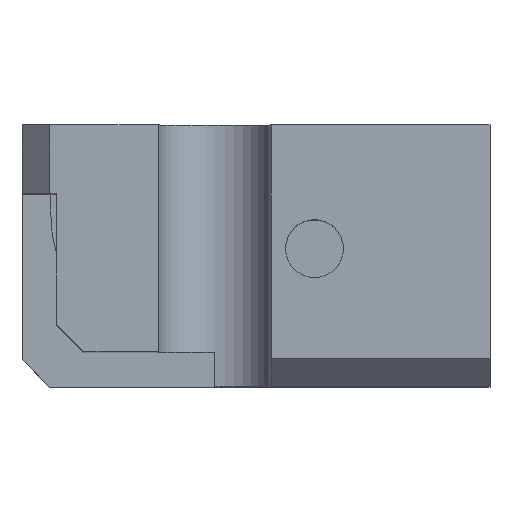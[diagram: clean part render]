
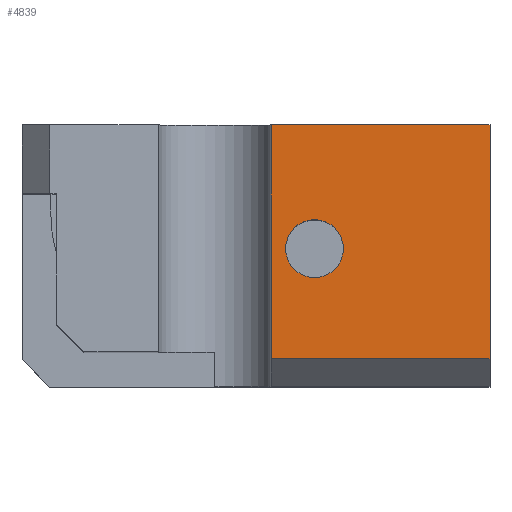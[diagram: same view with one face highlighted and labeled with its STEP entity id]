
A CAD part, top view. The second image highlights one B-rep face of the part: STEP entity #4839.
In plain terms, the highlighted planar face has unit normal (0, 0, 1).
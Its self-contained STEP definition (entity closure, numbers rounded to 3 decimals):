
#1527 = PLANE('',#1528);
#1528 = AXIS2_PLACEMENT_3D('',#1529,#1530,#1531);
#1529 = CARTESIAN_POINT('',(20.,39.,24.));
#1530 = DIRECTION('',(0.,1.,0.));
#1531 = DIRECTION('',(1.,0.,0.));
#1555 = PLANE('',#1556);
#1556 = AXIS2_PLACEMENT_3D('',#1557,#1558,#1559);
#1557 = CARTESIAN_POINT('',(38.1,39.,44.5));
#1558 = DIRECTION('',(1.,0.,0.));
#1559 = DIRECTION('',(0.,0.,-1.));
#1661 = PLANE('',#1662);
#1662 = AXIS2_PLACEMENT_3D('',#1663,#1664,#1665);
#1663 = CARTESIAN_POINT('',(54.,39.,24.));
#1664 = DIRECTION('',(1.,0.,0.));
#1665 = DIRECTION('',(0.,-1.,0.));
#1687 = PLANE('',#1688);
#1688 = AXIS2_PLACEMENT_3D('',#1689,#1690,#1691);
#1689 = CARTESIAN_POINT('',(54.,21.,43.5));
#1690 = DIRECTION('',(0.,-0.707,0.707));
#1691 = DIRECTION('',(1.,0.,0.));
#2814 = VERTEX_POINT('',#2815);
#2815 = CARTESIAN_POINT('',(38.1,39.,44.5));
#2836 = EDGE_CURVE('',#2814,#2837,#2839,.T.);
#2837 = VERTEX_POINT('',#2838);
#2838 = CARTESIAN_POINT('',(54.,39.,44.5));
#2839 = SURFACE_CURVE('',#2840,(#2844,#2851),.PCURVE_S1.);
#2840 = LINE('',#2841,#2842);
#2841 = CARTESIAN_POINT('',(20.,39.,44.5));
#2842 = VECTOR('',#2843,1.);
#2843 = DIRECTION('',(1.,0.,0.));
#2844 = PCURVE('',#1527,#2845);
#2845 = DEFINITIONAL_REPRESENTATION('',(#2846),#2850);
#2846 = LINE('',#2847,#2848);
#2847 = CARTESIAN_POINT('',(0.,-20.5));
#2848 = VECTOR('',#2849,1.);
#2849 = DIRECTION('',(1.,0.));
#2850 = ( GEOMETRIC_REPRESENTATION_CONTEXT(2) 
PARAMETRIC_REPRESENTATION_CONTEXT() REPRESENTATION_CONTEXT('2D SPACE',''
  ) );
#2851 = PCURVE('',#2852,#2857);
#2852 = PLANE('',#2853);
#2853 = AXIS2_PLACEMENT_3D('',#2854,#2855,#2856);
#2854 = CARTESIAN_POINT('',(37.,29.5,44.5));
#2855 = DIRECTION('',(0.,0.,1.));
#2856 = DIRECTION('',(1.,0.,0.));
#2857 = DEFINITIONAL_REPRESENTATION('',(#2858),#2862);
#2858 = LINE('',#2859,#2860);
#2859 = CARTESIAN_POINT('',(-17.,9.5));
#2860 = VECTOR('',#2861,1.);
#2861 = DIRECTION('',(1.,0.));
#2862 = ( GEOMETRIC_REPRESENTATION_CONTEXT(2) 
PARAMETRIC_REPRESENTATION_CONTEXT() REPRESENTATION_CONTEXT('2D SPACE',''
  ) );
#3104 = EDGE_CURVE('',#2814,#3105,#3107,.T.);
#3105 = VERTEX_POINT('',#3106);
#3106 = CARTESIAN_POINT('',(38.1,22.,44.5));
#3107 = SURFACE_CURVE('',#3108,(#3112,#3119),.PCURVE_S1.);
#3108 = LINE('',#3109,#3110);
#3109 = CARTESIAN_POINT('',(38.1,39.,44.5));
#3110 = VECTOR('',#3111,1.);
#3111 = DIRECTION('',(0.,-1.,0.));
#3112 = PCURVE('',#1555,#3113);
#3113 = DEFINITIONAL_REPRESENTATION('',(#3114),#3118);
#3114 = LINE('',#3115,#3116);
#3115 = CARTESIAN_POINT('',(0.,0.));
#3116 = VECTOR('',#3117,1.);
#3117 = DIRECTION('',(0.,-1.));
#3118 = ( GEOMETRIC_REPRESENTATION_CONTEXT(2) 
PARAMETRIC_REPRESENTATION_CONTEXT() REPRESENTATION_CONTEXT('2D SPACE',''
  ) );
#3119 = PCURVE('',#2852,#3120);
#3120 = DEFINITIONAL_REPRESENTATION('',(#3121),#3125);
#3121 = LINE('',#3122,#3123);
#3122 = CARTESIAN_POINT('',(1.1,9.5));
#3123 = VECTOR('',#3124,1.);
#3124 = DIRECTION('',(0.,-1.));
#3125 = ( GEOMETRIC_REPRESENTATION_CONTEXT(2) 
PARAMETRIC_REPRESENTATION_CONTEXT() REPRESENTATION_CONTEXT('2D SPACE',''
  ) );
#3152 = VERTEX_POINT('',#3153);
#3153 = CARTESIAN_POINT('',(54.,22.,44.5));
#3176 = EDGE_CURVE('',#3152,#3105,#3177,.T.);
#3177 = SURFACE_CURVE('',#3178,(#3182,#3189),.PCURVE_S1.);
#3178 = LINE('',#3179,#3180);
#3179 = CARTESIAN_POINT('',(54.,22.,44.5));
#3180 = VECTOR('',#3181,1.);
#3181 = DIRECTION('',(-1.,0.,0.));
#3182 = PCURVE('',#1687,#3183);
#3183 = DEFINITIONAL_REPRESENTATION('',(#3184),#3188);
#3184 = LINE('',#3185,#3186);
#3185 = CARTESIAN_POINT('',(-0.,1.414));
#3186 = VECTOR('',#3187,1.);
#3187 = DIRECTION('',(-1.,0.));
#3188 = ( GEOMETRIC_REPRESENTATION_CONTEXT(2) 
PARAMETRIC_REPRESENTATION_CONTEXT() REPRESENTATION_CONTEXT('2D SPACE',''
  ) );
#3189 = PCURVE('',#2852,#3190);
#3190 = DEFINITIONAL_REPRESENTATION('',(#3191),#3195);
#3191 = LINE('',#3192,#3193);
#3192 = CARTESIAN_POINT('',(17.,-7.5));
#3193 = VECTOR('',#3194,1.);
#3194 = DIRECTION('',(-1.,0.));
#3195 = ( GEOMETRIC_REPRESENTATION_CONTEXT(2) 
PARAMETRIC_REPRESENTATION_CONTEXT() REPRESENTATION_CONTEXT('2D SPACE',''
  ) );
#3276 = EDGE_CURVE('',#2837,#3152,#3277,.T.);
#3277 = SURFACE_CURVE('',#3278,(#3282,#3289),.PCURVE_S1.);
#3278 = LINE('',#3279,#3280);
#3279 = CARTESIAN_POINT('',(54.,39.,44.5));
#3280 = VECTOR('',#3281,1.);
#3281 = DIRECTION('',(0.,-1.,0.));
#3282 = PCURVE('',#1661,#3283);
#3283 = DEFINITIONAL_REPRESENTATION('',(#3284),#3288);
#3284 = LINE('',#3285,#3286);
#3285 = CARTESIAN_POINT('',(0.,-20.5));
#3286 = VECTOR('',#3287,1.);
#3287 = DIRECTION('',(1.,0.));
#3288 = ( GEOMETRIC_REPRESENTATION_CONTEXT(2) 
PARAMETRIC_REPRESENTATION_CONTEXT() REPRESENTATION_CONTEXT('2D SPACE',''
  ) );
#3289 = PCURVE('',#2852,#3290);
#3290 = DEFINITIONAL_REPRESENTATION('',(#3291),#3295);
#3291 = LINE('',#3292,#3293);
#3292 = CARTESIAN_POINT('',(17.,9.5));
#3293 = VECTOR('',#3294,1.);
#3294 = DIRECTION('',(0.,-1.));
#3295 = ( GEOMETRIC_REPRESENTATION_CONTEXT(2) 
PARAMETRIC_REPRESENTATION_CONTEXT() REPRESENTATION_CONTEXT('2D SPACE',''
  ) );
#4703 = CYLINDRICAL_SURFACE('',#4704,2.1);
#4704 = AXIS2_PLACEMENT_3D('',#4705,#4706,#4707);
#4705 = CARTESIAN_POINT('',(41.25,30.,44.5));
#4706 = DIRECTION('',(0.,0.,1.));
#4707 = DIRECTION('',(1.,0.,0.));
#4839 = ADVANCED_FACE('',(#4840,#4846),#2852,.T.);
#4840 = FACE_BOUND('',#4841,.T.);
#4841 = EDGE_LOOP('',(#4842,#4843,#4844,#4845));
#4842 = ORIENTED_EDGE('',*,*,#3276,.F.);
#4843 = ORIENTED_EDGE('',*,*,#2836,.F.);
#4844 = ORIENTED_EDGE('',*,*,#3104,.T.);
#4845 = ORIENTED_EDGE('',*,*,#3176,.F.);
#4846 = FACE_BOUND('',#4847,.T.);
#4847 = EDGE_LOOP('',(#4848));
#4848 = ORIENTED_EDGE('',*,*,#4849,.F.);
#4849 = EDGE_CURVE('',#4850,#4850,#4852,.T.);
#4850 = VERTEX_POINT('',#4851);
#4851 = CARTESIAN_POINT('',(43.35,30.,44.5));
#4852 = SURFACE_CURVE('',#4853,(#4858,#4865),.PCURVE_S1.);
#4853 = CIRCLE('',#4854,2.1);
#4854 = AXIS2_PLACEMENT_3D('',#4855,#4856,#4857);
#4855 = CARTESIAN_POINT('',(41.25,30.,44.5));
#4856 = DIRECTION('',(0.,0.,1.));
#4857 = DIRECTION('',(1.,0.,0.));
#4858 = PCURVE('',#2852,#4859);
#4859 = DEFINITIONAL_REPRESENTATION('',(#4860),#4864);
#4860 = CIRCLE('',#4861,2.1);
#4861 = AXIS2_PLACEMENT_2D('',#4862,#4863);
#4862 = CARTESIAN_POINT('',(4.25,0.5));
#4863 = DIRECTION('',(1.,0.));
#4864 = ( GEOMETRIC_REPRESENTATION_CONTEXT(2) 
PARAMETRIC_REPRESENTATION_CONTEXT() REPRESENTATION_CONTEXT('2D SPACE',''
  ) );
#4865 = PCURVE('',#4703,#4866);
#4866 = DEFINITIONAL_REPRESENTATION('',(#4867),#4871);
#4867 = LINE('',#4868,#4869);
#4868 = CARTESIAN_POINT('',(0.,0.));
#4869 = VECTOR('',#4870,1.);
#4870 = DIRECTION('',(1.,0.));
#4871 = ( GEOMETRIC_REPRESENTATION_CONTEXT(2) 
PARAMETRIC_REPRESENTATION_CONTEXT() REPRESENTATION_CONTEXT('2D SPACE',''
  ) );
